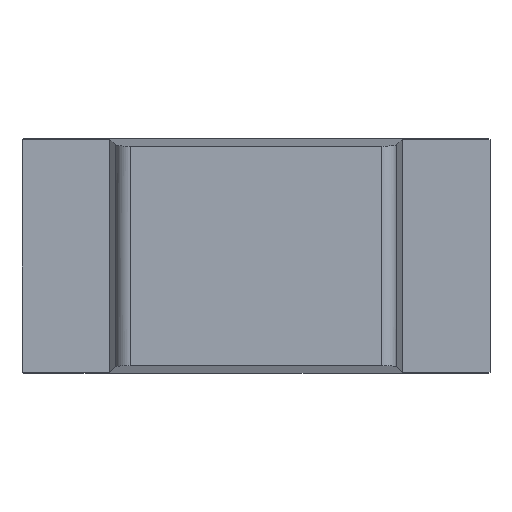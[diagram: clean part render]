
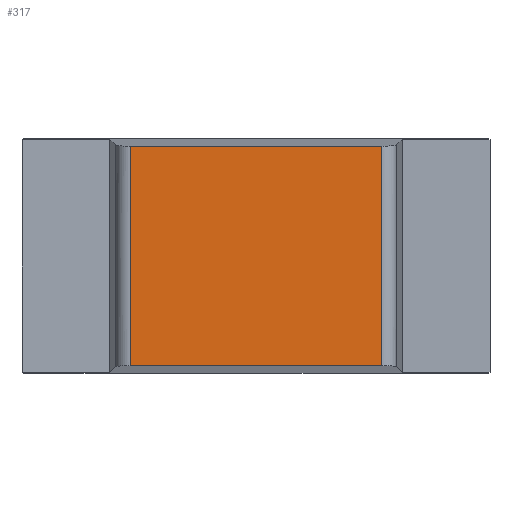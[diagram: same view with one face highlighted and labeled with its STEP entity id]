
A CAD part, top view. The second image highlights one B-rep face of the part: STEP entity #317.
In plain terms, the highlighted planar face has unit normal (0, 0, 1).
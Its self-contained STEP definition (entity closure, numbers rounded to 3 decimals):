
#203 = EDGE_CURVE('',#204,#206,#208,.T.);
#204 = VERTEX_POINT('',#205);
#205 = CARTESIAN_POINT('',(-0.86,-0.75,0.7));
#206 = VERTEX_POINT('',#207);
#207 = CARTESIAN_POINT('',(0.859,-0.75,0.7));
#208 = LINE('',#209,#210);
#209 = CARTESIAN_POINT('',(1.4,-0.75,0.7));
#210 = VECTOR('',#211,1.);
#211 = DIRECTION('',(1.,-0.,0.));
#273 = VERTEX_POINT('',#274);
#274 = CARTESIAN_POINT('',(-0.86,0.75,0.7));
#281 = EDGE_CURVE('',#282,#273,#284,.T.);
#282 = VERTEX_POINT('',#283);
#283 = CARTESIAN_POINT('',(0.859,0.75,0.7));
#284 = LINE('',#285,#286);
#285 = CARTESIAN_POINT('',(1.4,0.75,0.7));
#286 = VECTOR('',#287,1.);
#287 = DIRECTION('',(-1.,-0.,-0.));
#307 = EDGE_CURVE('',#204,#273,#308,.T.);
#308 = LINE('',#309,#310);
#309 = CARTESIAN_POINT('',(-0.86,-0.8,0.7));
#310 = VECTOR('',#311,1.);
#311 = DIRECTION('',(0.,1.,0.));
#317 = ADVANCED_FACE('',(#318),#329,.T.);
#318 = FACE_BOUND('',#319,.T.);
#319 = EDGE_LOOP('',(#320,#321,#322,#323));
#320 = ORIENTED_EDGE('',*,*,#281,.T.);
#321 = ORIENTED_EDGE('',*,*,#307,.F.);
#322 = ORIENTED_EDGE('',*,*,#203,.T.);
#323 = ORIENTED_EDGE('',*,*,#324,.T.);
#324 = EDGE_CURVE('',#206,#282,#325,.T.);
#325 = LINE('',#326,#327);
#326 = CARTESIAN_POINT('',(0.859,-0.8,0.7));
#327 = VECTOR('',#328,1.);
#328 = DIRECTION('',(-0.,1.,0.));
#329 = PLANE('',#330);
#330 = AXIS2_PLACEMENT_3D('',#331,#332,#333);
#331 = CARTESIAN_POINT('',(-0.86,-0.8,0.7));
#332 = DIRECTION('',(0.,0.,1.));
#333 = DIRECTION('',(1.,0.,-0.));
